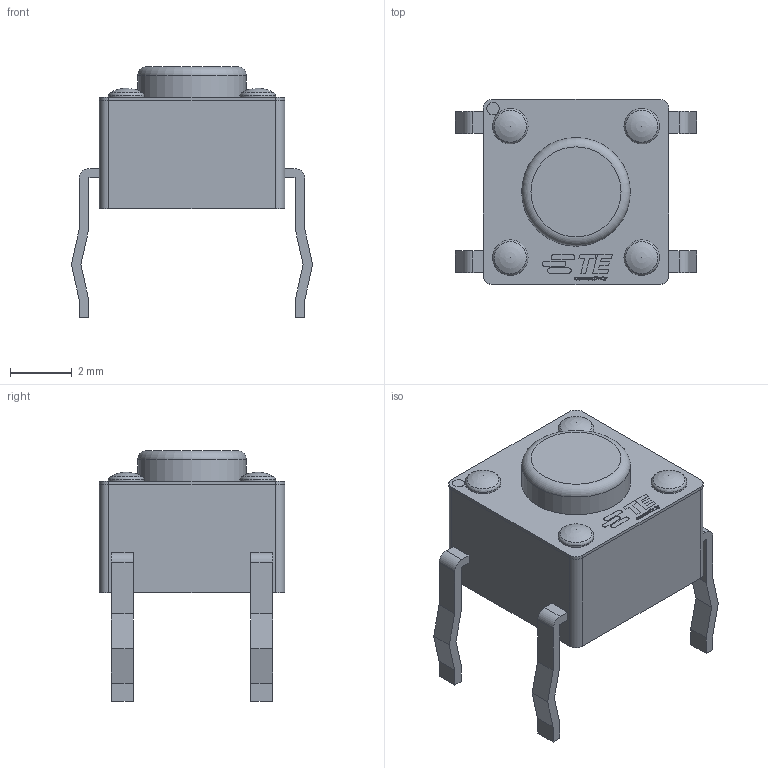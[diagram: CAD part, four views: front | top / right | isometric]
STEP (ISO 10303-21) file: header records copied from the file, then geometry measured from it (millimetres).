
FILE_DESCRIPTION(/* description */ (''),/* implementation_level */ '2;1');
FILE_NAME(/* name */ '1825910-2.stp',/* time_stamp */ '2019-12-16T16:42:53+02:00',/* author */ ('Khaled'),/* organization */ (''),/* preprocessor_version */ 'ST-DEVELOPER v17.2',/* originating_system */ 'Autodesk Inventor 2019',/* authorisation */ '');
FILE_SCHEMA (('AUTOMOTIVE_DESIGN { 1 0 10303 214 3 1 1 }'));
Length unit declared in the file: millimetre
Products named in the file (7): 1825910-2; Body; button; cover; leads; circle; TE Connectivity
Assembly tree (6 placements, depth 2):
  1825910-2
    Body
    button
    cover
    leads
    circle
    TE Connectivity
Bounding box: 7.8 x 5.99 x 8.11 mm (x, y, z)
Volume: 143.6 mm3; surface area: 281.1 mm2
Topology: 26 solids, 26 shells, 349 faces, 899 edges, 602 vertices
Faces by surface type: plane 216, bspline 92, cylinder 32, torus 5, sphere 4
Full cylindrical faces by diameter (mm): 0.4 x1, 1.15 x8, 3.51 x2
Entity records: 11361 total; most frequent: CARTESIAN_POINT 2761, ORIENTED_EDGE 1790, DIRECTION 1554, EDGE_CURVE 895, LINE 616, VECTOR 616, VERTEX_POINT 602, AXIS2_PLACEMENT_3D 469
